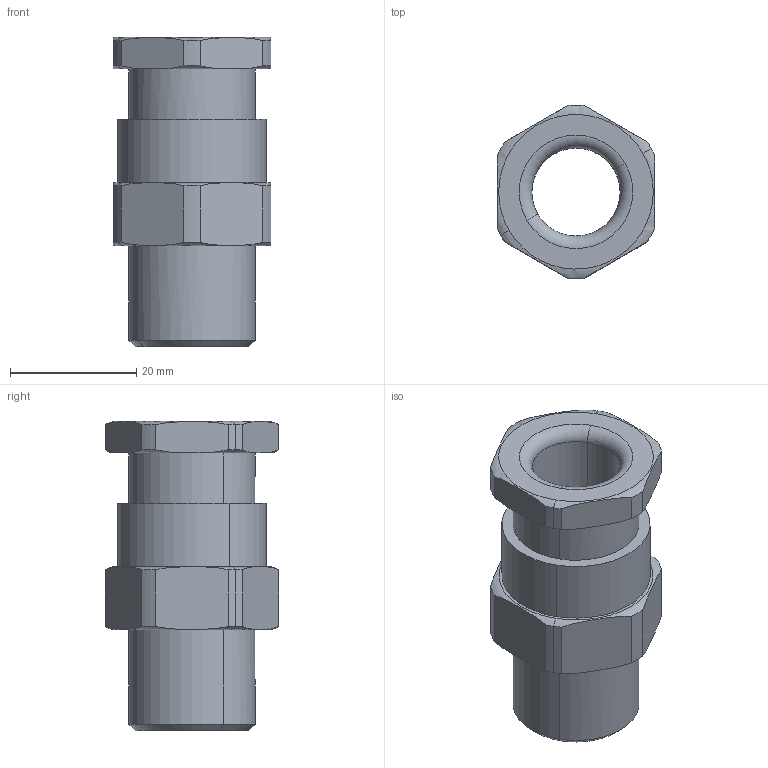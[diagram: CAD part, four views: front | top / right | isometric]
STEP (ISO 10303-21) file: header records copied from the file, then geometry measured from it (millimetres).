
FILE_DESCRIPTION(('CATIA V5 STEP Exchange','CAx-IF Rec.Pracs.--- Model Styling and Organization---1.2---2011-12-15'),'2;1');
FILE_NAME ('D1446146_0_0930501222_0930501222.stp','2017-12-22T10:51:34+00:00',('none'),('Weidmueller'),'CATIA Version 5-6 Release 2014','CATIA V5 STEP AP214','none');
FILE_SCHEMA(('AUTOMOTIVE_DESIGN { 1 0 10303 214 1 1 1 1 }'));
Length unit declared in the file: millimetre
Products named in the file (1): 0930501222_KSG_M20_BS_O_NI_2_G20
Bounding box: 25 x 27.49 x 49 mm (x, y, z)
Volume: 12266.8 mm3; surface area: 6721.4 mm2
Topology: 1 solids, 1 shells, 56 faces, 136 edges, 86 vertices
Faces by surface type: cylinder 24, plane 18, torus 12, cone 2
Entity records: 2143 total; most frequent: CARTESIAN_POINT 885, ORIENTED_EDGE 272, DIRECTION 210, EDGE_CURVE 136, AXIS2_PLACEMENT_3D 117, VERTEX_POINT 86, EDGE_LOOP 62, CIRCLE 60
